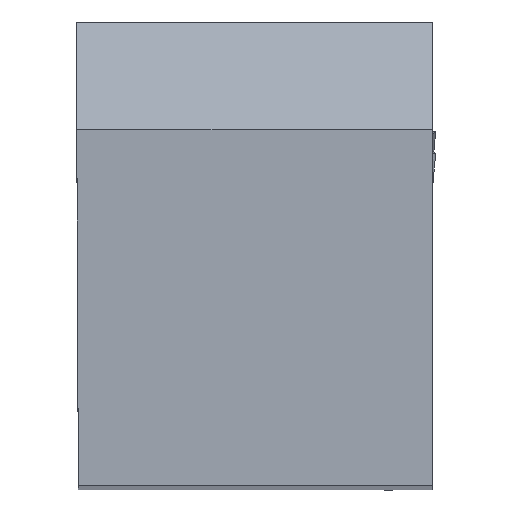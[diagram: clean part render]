
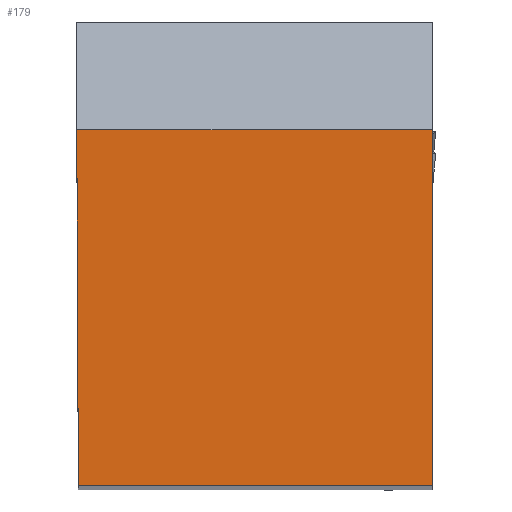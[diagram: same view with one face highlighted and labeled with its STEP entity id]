
A CAD part, top view. The second image highlights one B-rep face of the part: STEP entity #179.
In plain terms, the highlighted planar face has unit normal (0, 0, 1).
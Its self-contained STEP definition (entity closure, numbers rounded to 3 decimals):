
#179=ADVANCED_FACE('BLANK_BOXF006',(#286),#231,.T.);
#231=PLANE('',#1411);
#286=FACE_OUTER_BOUND('',#348,.T.);
#348=EDGE_LOOP('',(#635,#636,#637,#638));
#635=ORIENTED_EDGE('',*,*,#966,.T.);
#636=ORIENTED_EDGE('',*,*,#984,.F.);
#637=ORIENTED_EDGE('',*,*,#943,.T.);
#638=ORIENTED_EDGE('',*,*,#992,.T.);
#803=VERTEX_POINT('',#2094);
#804=VERTEX_POINT('',#2096);
#821=VERTEX_POINT('',#2145);
#822=VERTEX_POINT('',#2147);
#943=EDGE_CURVE('',#804,#803,#1095,.T.);
#966=EDGE_CURVE('',#822,#821,#1112,.T.);
#984=EDGE_CURVE('',#804,#821,#1128,.T.);
#992=EDGE_CURVE('',#803,#822,#1133,.T.);
#1095=LINE('',#2095,#1227);
#1112=LINE('',#2146,#1244);
#1128=LINE('',#2181,#1260);
#1133=LINE('',#2212,#1265);
#1227=VECTOR('',#1599,1.);
#1244=VECTOR('',#1634,1.);
#1260=VECTOR('',#1664,1.);
#1265=VECTOR('',#1679,1.);
#1411=AXIS2_PLACEMENT_3D('',#2213,#1680,#1681);
#1599=DIRECTION('',(0.,1.,0.));
#1634=DIRECTION('',(0.004,-1.,0.));
#1664=DIRECTION('',(-1.,0.,0.));
#1679=DIRECTION('',(-1.,0.,0.));
#1680=DIRECTION('',(0.,0.,1.));
#1681=DIRECTION('',(1.,0.,0.));
#2094=CARTESIAN_POINT('',(15.9,15.9,0.));
#2095=CARTESIAN_POINT('',(15.9,21.9,0.));
#2096=CARTESIAN_POINT('',(15.9,0.,0.));
#2145=CARTESIAN_POINT('',(0.069,0.,0.));
#2146=CARTESIAN_POINT('',(-0.027,21.996,0.));
#2147=CARTESIAN_POINT('',(0.,15.9,0.));
#2181=CARTESIAN_POINT('',(-22.,0.,0.));
#2212=CARTESIAN_POINT('',(-22.,15.9,0.));
#2213=CARTESIAN_POINT('',(-22.,21.9,0.));
